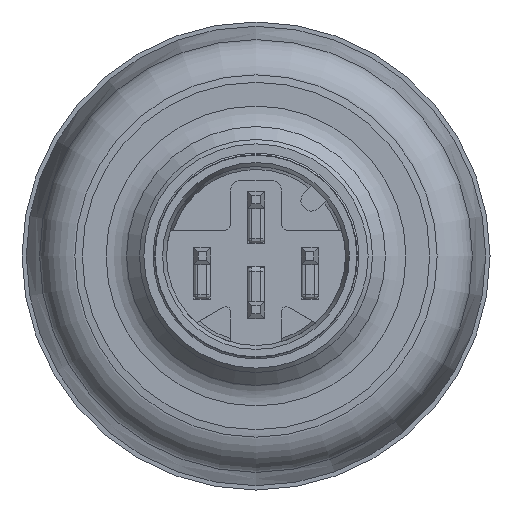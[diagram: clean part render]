
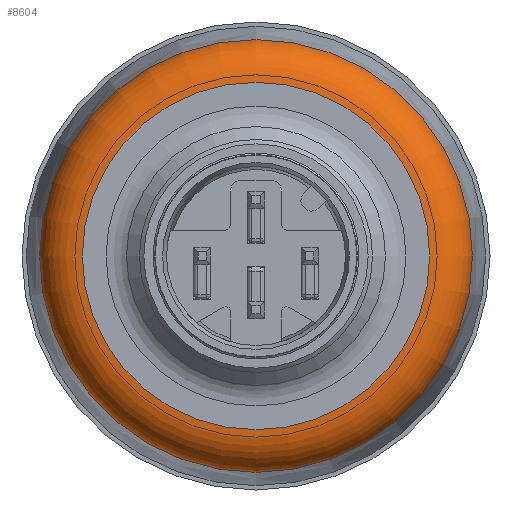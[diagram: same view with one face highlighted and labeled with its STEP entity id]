
A CAD part, front view. The second image highlights one B-rep face of the part: STEP entity #8604.
In plain terms, the highlighted toroidal (fillet/blend) face has major radius 8.054 mm and minor radius 2 mm.
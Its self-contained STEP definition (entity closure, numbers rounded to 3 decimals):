
#97=TOROIDAL_SURFACE('',#9056,8.054,2.);
#1878=ORIENTED_EDGE('',*,*,#3484,.F.);
#1879=ORIENTED_EDGE('',*,*,#3485,.T.);
#3484=EDGE_CURVE('',#4285,#4285,#4724,.T.);
#3485=EDGE_CURVE('',#4286,#4286,#4725,.T.);
#4285=VERTEX_POINT('',#12118);
#4286=VERTEX_POINT('',#12121);
#4724=CIRCLE('',#9055,8.054);
#4725=CIRCLE('',#9057,10.035);
#5013=EDGE_LOOP('',(#1878));
#5014=EDGE_LOOP('',(#1879));
#5462=FACE_BOUND('',#5013,.T.);
#5463=FACE_BOUND('',#5014,.T.);
#8604=ADVANCED_FACE('',(#5462,#5463),#97,.T.);
#9055=AXIS2_PLACEMENT_3D('',#12117,#10073,#10074);
#9056=AXIS2_PLACEMENT_3D('',#12119,#10075,#10076);
#9057=AXIS2_PLACEMENT_3D('',#12120,#10077,#10078);
#10073=DIRECTION('',(0.,-1.,0.));
#10074=DIRECTION('',(0.,0.,-1.));
#10075=DIRECTION('',(0.,-1.,0.));
#10076=DIRECTION('',(0.,0.,-1.));
#10077=DIRECTION('',(0.,-1.,0.));
#10078=DIRECTION('',(0.,0.,-1.));
#12117=CARTESIAN_POINT('',(0.,-71.95,0.));
#12118=CARTESIAN_POINT('',(0.,-71.95,-8.054));
#12119=CARTESIAN_POINT('',(0.,-69.95,0.));
#12120=CARTESIAN_POINT('',(0.,-70.228,0.));
#12121=CARTESIAN_POINT('',(0.,-70.228,-10.035));
